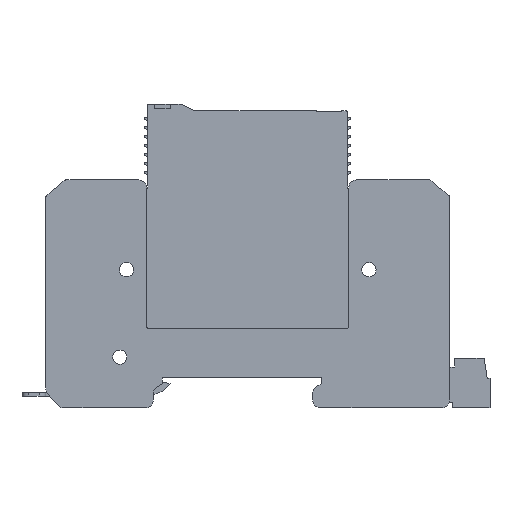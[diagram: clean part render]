
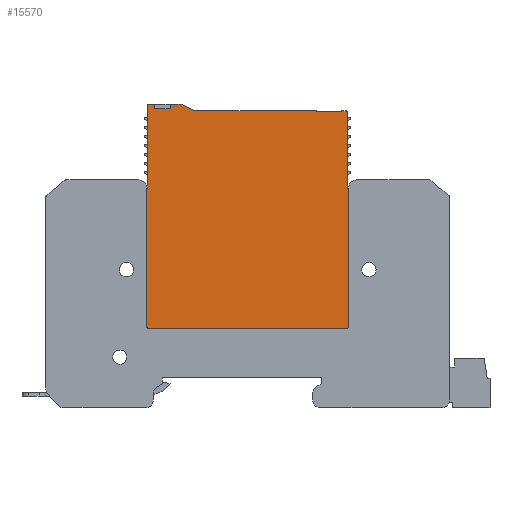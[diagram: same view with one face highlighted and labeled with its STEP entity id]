
A CAD part, front view. The second image highlights one B-rep face of the part: STEP entity #15570.
In plain terms, the highlighted planar face has unit normal (0, -1, 0).
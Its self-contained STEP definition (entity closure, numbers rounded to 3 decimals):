
#13433=DIRECTION('',(-1.,0.,0.));
#13434=VECTOR('',#13433,3.5);
#13435=CARTESIAN_POINT('',(-28.617,13.554,61.296));
#13436=LINE('',#13435,#13434);
#13468=DIRECTION('',(-1.,0.,0.));
#13469=VECTOR('',#13468,2.217);
#13470=CARTESIAN_POINT('',(-26.4,13.554,
62.296));
#13471=LINE('',#13470,#13469);
#13510=DIRECTION('',(-1.,0.,0.));
#13511=VECTOR('',#13510,26.95);
#13512=CARTESIAN_POINT('',(4.,13.554,60.796));
#13513=LINE('',#13512,#13511);
#13517=DIRECTION('',(0.,0.,1.));
#13518=VECTOR('',#13517,0.1);
#13519=CARTESIAN_POINT('',(4.,13.554,60.696));
#13520=LINE('',#13519,#13518);
#13531=DIRECTION('',(-1.,0.,0.));
#13532=VECTOR('',#13531,5.6);
#13533=CARTESIAN_POINT('',(9.6,13.554,60.696));
#13534=LINE('',#13533,#13532);
#13552=DIRECTION('',(0.,0.,1.));
#13553=VECTOR('',#13552,1.);
#13554=CARTESIAN_POINT('',(-28.617,13.554,61.296));
#13555=LINE('',#13554,#13553);
#13559=CARTESIAN_POINT('',(-26.4,13.554,
61.246));
#13560=DIRECTION('',(0.,1.,0.));
#13561=DIRECTION('',(0.,0.,1.));
#13562=AXIS2_PLACEMENT_3D('',#13559,#13560,#13561);
#13567=DIRECTION('',(0.891,0.,-0.454));
#13568=VECTOR('',#13567,2.802);
#13569=CARTESIAN_POINT('',(-25.923,13.554,
62.182));
#13570=LINE('',#13569,#13568);
#13574=CARTESIAN_POINT('',(-22.95,13.554,
61.846));
#13575=DIRECTION('',(0.,-1.,0.));
#13576=DIRECTION('',(-0.454,0.,-0.891));
#13577=AXIS2_PLACEMENT_3D('',#13574,#13575,#13576);
#13582=CARTESIAN_POINT('',(10.6,13.554,60.496));
#13583=DIRECTION('',(0.,1.,0.));
#13584=DIRECTION('',(0.,0.,1.));
#13585=AXIS2_PLACEMENT_3D('',#13582,#13583,#13584);
#13590=DIRECTION('',(0.,0.,-1.));
#13591=VECTOR('',#13590,31.);
#13592=CARTESIAN_POINT('',(11.14,13.554,43.596));
#13593=LINE('',#13592,#13591);
#13597=CARTESIAN_POINT('',(10.94,13.554,12.596));
#13598=DIRECTION('',(0.,1.,0.));
#13599=DIRECTION('',(1.,0.,0.));
#13600=AXIS2_PLACEMENT_3D('',#13597,#13598,#13599);
#13605=DIRECTION('',(-1.,0.,0.));
#13606=VECTOR('',#13605,44.6);
#13607=CARTESIAN_POINT('',(10.94,13.554,12.396));
#13608=LINE('',#13607,#13606);
#13612=CARTESIAN_POINT('',(-33.66,13.554,
12.596));
#13613=DIRECTION('',(0.,1.,0.));
#13614=DIRECTION('',(0.,0.,-1.));
#13615=AXIS2_PLACEMENT_3D('',#13612,#13613,#13614);
#13620=DIRECTION('',(0.,0.,1.));
#13621=VECTOR('',#13620,31.);
#13622=CARTESIAN_POINT('',(-33.86,13.554,
12.596));
#13623=LINE('',#13622,#13621);
#13627=CARTESIAN_POINT('',(-33.3,13.554,
61.996));
#13628=DIRECTION('',(0.,1.,0.));
#13629=DIRECTION('',(-1.,0.,0.));
#13630=AXIS2_PLACEMENT_3D('',#13627,#13628,#13629);
#13635=DIRECTION('',(0.,0.,-1.));
#13636=VECTOR('',#13635,0.1);
#13637=CARTESIAN_POINT('',(9.6,13.554,60.796));
#13638=LINE('',#13637,#13636);
#13656=DIRECTION('',(-1.,0.,0.));
#13657=VECTOR('',#13656,1.);
#13658=CARTESIAN_POINT('',(10.6,13.554,60.796));
#13659=LINE('',#13658,#13657);
#13684=DIRECTION('',(0.,0.,1.));
#13685=VECTOR('',#13684,16.9);
#13686=CARTESIAN_POINT('',(10.9,13.554,43.596));
#13687=LINE('',#13686,#13685);
#13747=DIRECTION('',(-1.,0.,0.));
#13748=VECTOR('',#13747,0.24);
#13749=CARTESIAN_POINT('',(11.14,13.554,43.596));
#13750=LINE('',#13749,#13748);
#13824=DIRECTION('',(-1.,0.,0.));
#13825=VECTOR('',#13824,0.26);
#13826=CARTESIAN_POINT('',(-33.6,13.554,
43.596));
#13827=LINE('',#13826,#13825);
#13845=DIRECTION('',(0.,0.,-1.));
#13846=VECTOR('',#13845,18.4);
#13847=CARTESIAN_POINT('',(-33.6,13.554,
61.996));
#13848=LINE('',#13847,#13846);
#13915=DIRECTION('',(-1.,0.,0.));
#13916=VECTOR('',#13915,1.183);
#13917=CARTESIAN_POINT('',(-32.117,13.554,62.296));
#13918=LINE('',#13917,#13916);
#13929=DIRECTION('',(0.,0.,1.));
#13930=VECTOR('',#13929,1.);
#13931=CARTESIAN_POINT('',(-32.117,13.554,61.296));
#13932=LINE('',#13931,#13930);
#15069=CARTESIAN_POINT('',(-28.617,13.554,61.296));
#15070=VERTEX_POINT('',#15069);
#15071=CARTESIAN_POINT('',(-32.117,13.554,61.296));
#15072=VERTEX_POINT('',#15071);
#15073=CARTESIAN_POINT('',(-28.617,13.554,62.296));
#15074=VERTEX_POINT('',#15073);
#15075=CARTESIAN_POINT('',(-26.4,13.554,
62.296));
#15076=VERTEX_POINT('',#15075);
#15077=CARTESIAN_POINT('',(-25.923,13.554,
62.182));
#15078=VERTEX_POINT('',#15077);
#15079=CARTESIAN_POINT('',(-23.426,13.554,
60.911));
#15080=VERTEX_POINT('',#15079);
#15081=CARTESIAN_POINT('',(-22.95,13.554,
60.796));
#15082=VERTEX_POINT('',#15081);
#15083=CARTESIAN_POINT('',(4.,13.554,60.796));
#15084=VERTEX_POINT('',#15083);
#15085=CARTESIAN_POINT('',(4.,13.554,60.696));
#15086=VERTEX_POINT('',#15085);
#15087=CARTESIAN_POINT('',(9.6,13.554,60.696));
#15088=VERTEX_POINT('',#15087);
#15089=CARTESIAN_POINT('',(9.6,13.554,60.796));
#15090=VERTEX_POINT('',#15089);
#15091=CARTESIAN_POINT('',(10.6,13.554,60.796));
#15092=VERTEX_POINT('',#15091);
#15093=CARTESIAN_POINT('',(10.9,13.554,60.496));
#15094=VERTEX_POINT('',#15093);
#15095=CARTESIAN_POINT('',(10.9,13.554,43.596));
#15096=VERTEX_POINT('',#15095);
#15097=CARTESIAN_POINT('',(11.14,13.554,43.596));
#15098=VERTEX_POINT('',#15097);
#15099=CARTESIAN_POINT('',(11.14,13.554,12.596));
#15100=VERTEX_POINT('',#15099);
#15101=CARTESIAN_POINT('',(10.94,13.554,12.396));
#15102=VERTEX_POINT('',#15101);
#15103=CARTESIAN_POINT('',(-33.66,13.554,
12.396));
#15104=VERTEX_POINT('',#15103);
#15105=CARTESIAN_POINT('',(-33.86,13.554,
12.596));
#15106=VERTEX_POINT('',#15105);
#15107=CARTESIAN_POINT('',(-33.86,13.554,
43.596));
#15108=VERTEX_POINT('',#15107);
#15109=CARTESIAN_POINT('',(-33.6,13.554,
43.596));
#15110=VERTEX_POINT('',#15109);
#15111=CARTESIAN_POINT('',(-33.6,13.554,
61.996));
#15112=VERTEX_POINT('',#15111);
#15113=CARTESIAN_POINT('',(-33.3,13.554,
62.296));
#15114=VERTEX_POINT('',#15113);
#15115=CARTESIAN_POINT('',(-32.117,13.554,62.296));
#15116=VERTEX_POINT('',#15115);
#15524=CARTESIAN_POINT('',(-11.14,13.554,
36.896));
#15525=DIRECTION('',(0.,1.,0.));
#15526=DIRECTION('',(-1.,0.,0.));
#15527=AXIS2_PLACEMENT_3D('',#15524,#15525,#15526);
#15528=PLANE('',#15527);
#15529=ORIENTED_EDGE('',*,*,#15405,.F.);
#15530=ORIENTED_EDGE('',*,*,#15420,.T.);
#15531=ORIENTED_EDGE('',*,*,#15435,.F.);
#15532=ORIENTED_EDGE('',*,*,#15449,.T.);
#15533=ORIENTED_EDGE('',*,*,#15463,.T.);
#15534=ORIENTED_EDGE('',*,*,#15477,.T.);
#15535=ORIENTED_EDGE('',*,*,#15491,.F.);
#15536=ORIENTED_EDGE('',*,*,#15504,.F.);
#15537=ORIENTED_EDGE('',*,*,#15515,.F.);
#15539=ORIENTED_EDGE('',*,*,#15538,.F.);
#15541=ORIENTED_EDGE('',*,*,#15540,.F.);
#15543=ORIENTED_EDGE('',*,*,#15542,.T.);
#15545=ORIENTED_EDGE('',*,*,#15544,.F.);
#15547=ORIENTED_EDGE('',*,*,#15546,.F.);
#15549=ORIENTED_EDGE('',*,*,#15548,.T.);
#15551=ORIENTED_EDGE('',*,*,#15550,.T.);
#15553=ORIENTED_EDGE('',*,*,#15552,.T.);
#15555=ORIENTED_EDGE('',*,*,#15554,.T.);
#15557=ORIENTED_EDGE('',*,*,#15556,.T.);
#15559=ORIENTED_EDGE('',*,*,#15558,.F.);
#15561=ORIENTED_EDGE('',*,*,#15560,.F.);
#15563=ORIENTED_EDGE('',*,*,#15562,.T.);
#15565=ORIENTED_EDGE('',*,*,#15564,.F.);
#15567=ORIENTED_EDGE('',*,*,#15566,.F.);
#15568=EDGE_LOOP('',(#15529,#15530,#15531,#15532,#15533,#15534,#15535,#15536,
#15537,#15539,#15541,#15543,#15545,#15547,#15549,#15551,#15553,#15555,#15557,
#15559,#15561,#15563,#15565,#15567));
#15569=FACE_OUTER_BOUND('',#15568,.F.);
#13563=CIRCLE('',#13562,1.05);
#13578=CIRCLE('',#13577,1.05);
#13586=CIRCLE('',#13585,0.3);
#13601=CIRCLE('',#13600,0.2);
#13616=CIRCLE('',#13615,0.2);
#13631=CIRCLE('',#13630,0.3);
#15405=EDGE_CURVE('',#15070,#15072,#13436,.T.);
#15420=EDGE_CURVE('',#15070,#15074,#13555,.T.);
#15435=EDGE_CURVE('',#15076,#15074,#13471,.T.);
#15449=EDGE_CURVE('',#15076,#15078,#13563,.T.);
#15463=EDGE_CURVE('',#15078,#15080,#13570,.T.);
#15477=EDGE_CURVE('',#15080,#15082,#13578,.T.);
#15491=EDGE_CURVE('',#15084,#15082,#13513,.T.);
#15504=EDGE_CURVE('',#15086,#15084,#13520,.T.);
#15515=EDGE_CURVE('',#15088,#15086,#13534,.T.);
#15538=EDGE_CURVE('',#15090,#15088,#13638,.T.);
#15540=EDGE_CURVE('',#15092,#15090,#13659,.T.);
#15542=EDGE_CURVE('',#15092,#15094,#13586,.T.);
#15544=EDGE_CURVE('',#15096,#15094,#13687,.T.);
#15546=EDGE_CURVE('',#15098,#15096,#13750,.T.);
#15548=EDGE_CURVE('',#15098,#15100,#13593,.T.);
#15550=EDGE_CURVE('',#15100,#15102,#13601,.T.);
#15552=EDGE_CURVE('',#15102,#15104,#13608,.T.);
#15554=EDGE_CURVE('',#15104,#15106,#13616,.T.);
#15556=EDGE_CURVE('',#15106,#15108,#13623,.T.);
#15558=EDGE_CURVE('',#15110,#15108,#13827,.T.);
#15560=EDGE_CURVE('',#15112,#15110,#13848,.T.);
#15562=EDGE_CURVE('',#15112,#15114,#13631,.T.);
#15564=EDGE_CURVE('',#15116,#15114,#13918,.T.);
#15566=EDGE_CURVE('',#15072,#15116,#13932,.T.);
#15570=ADVANCED_FACE('',(#15569),#15528,.F.);
